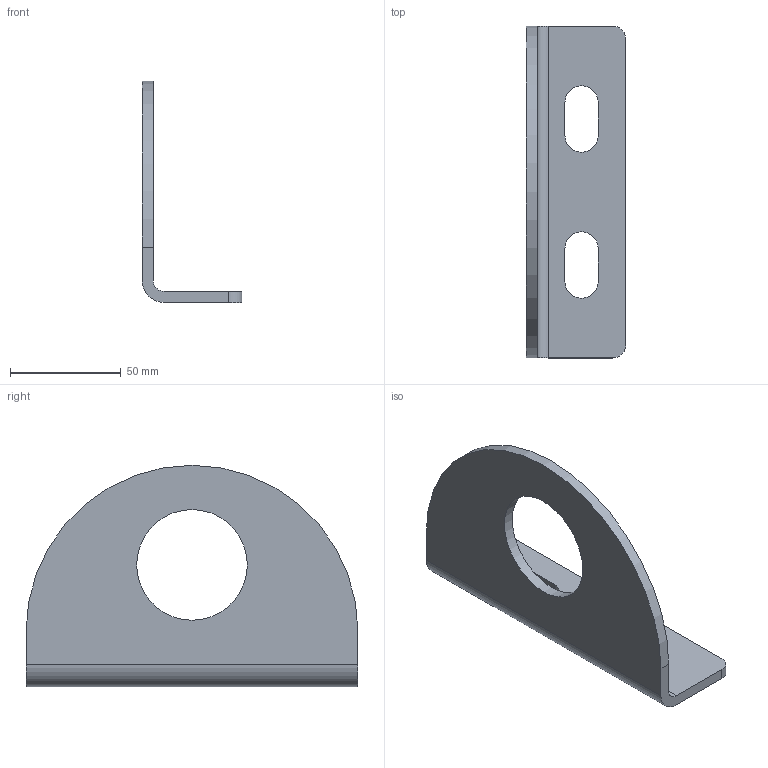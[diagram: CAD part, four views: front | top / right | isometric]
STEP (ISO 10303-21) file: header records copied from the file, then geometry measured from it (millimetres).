
FILE_DESCRIPTION (( 'STEP AP203' ), '1' );
FILE_NAME ('GLP830.step', '2021-06-30T17:19:06', ( 'ADC123' ), ( 'Microsoft' ), 'SwSTEP 2.0', 'SolidWorks 2021', '' );
FILE_SCHEMA (( 'CONFIG_CONTROL_DESIGN' ));
Length unit declared in the file: inch
Products named in the file (1): GLP830
Bounding box: 45 x 150 x 100 mm (x, y, z)
Volume: 76602.7 mm3; surface area: 34717.9 mm2
Topology: 1 solids, 1 shells, 21 faces, 57 edges, 38 vertices
Faces by surface type: plane 11, cylinder 10
Full cylindrical faces by diameter (mm): 50 x1
Entity records: 757 total; most frequent: DIRECTION 120, CARTESIAN_POINT 116, ORIENTED_EDGE 112, EDGE_CURVE 56, AXIS2_PLACEMENT_3D 42, VERTEX_POINT 38, VECTOR 36, LINE 36
